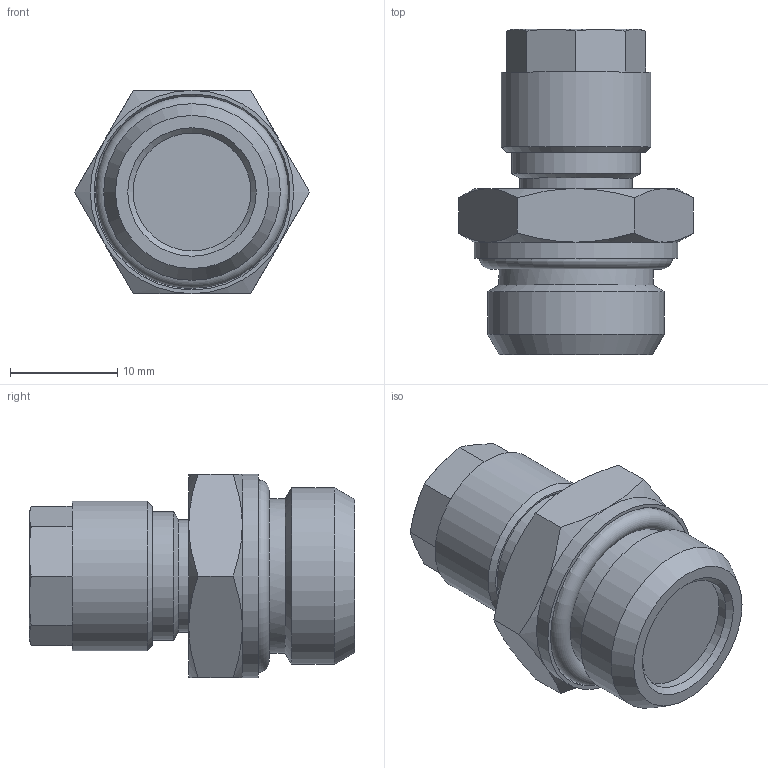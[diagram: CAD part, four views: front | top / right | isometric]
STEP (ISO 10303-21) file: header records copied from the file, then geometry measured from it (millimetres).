
FILE_DESCRIPTION(/* description */ (''),/* implementation_level */ '2;1');
FILE_NAME(/* name */ 'ck_386_msv.stp',/* time_stamp */ '2016-11-30T08:13:15+01:00',/* author */ ('hamoud'),/* organization */ (''),/* preprocessor_version */ 'ST-DEVELOPER v15.6',/* originating_system */ 'Autodesk Inventor LT ',/* authorisation */ '');
FILE_SCHEMA (('AUTOMOTIVE_DESIGN { 1 0 10303 214 3 1 1 }'));
Length unit declared in the file: millimetre
Products named in the file (1): ck_386_msv
Bounding box: 21.94 x 30.4 x 19 mm (x, y, z)
Volume: 5521.5 mm3; surface area: 2567.8 mm2
Topology: 1 solids, 2 shells, 65 faces, 139 edges, 83 vertices
Faces by surface type: cone 28, plane 23, cylinder 9, torus 5
Full cylindrical faces by diameter (mm): 8.2 x1, 10.5 x1, 11 x1, 12 x1, 14 x1, 14.4 x2, 16.5 x1, 19 x1
Entity records: 1549 total; most frequent: CARTESIAN_POINT 332, DIRECTION 250, ORIENTED_EDGE 220, AXIS2_PLACEMENT_3D 114, EDGE_CURVE 110, EDGE_LOOP 94, VERTEX_POINT 76, FACE_OUTER_BOUND 65
